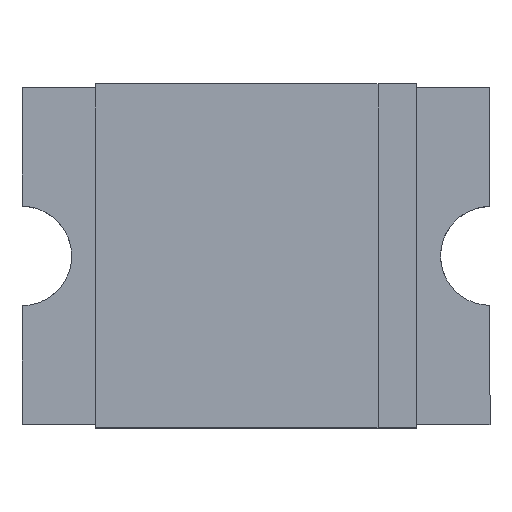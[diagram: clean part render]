
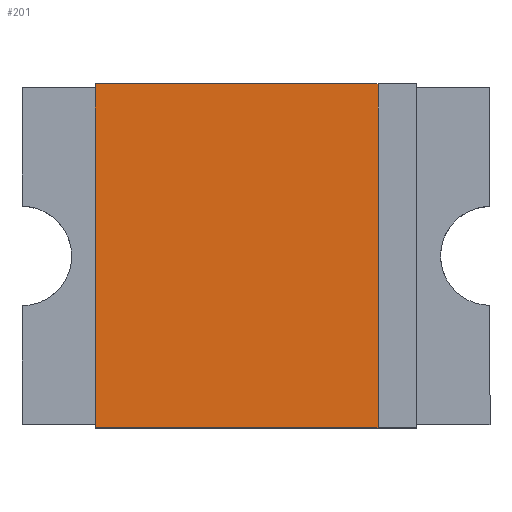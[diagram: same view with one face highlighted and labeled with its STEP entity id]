
A CAD part, top view. The second image highlights one B-rep face of the part: STEP entity #201.
In plain terms, the highlighted planar face has unit normal (0, 0, 1).
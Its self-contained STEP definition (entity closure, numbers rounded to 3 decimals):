
#72 = ORIENTED_EDGE ( 'NONE', *, *, #195, .F. ) ;
#92 = DIRECTION ( 'NONE',  ( 0., 0., -1. ) ) ;
#120 = VERTEX_POINT ( 'NONE', #606 ) ;
#131 = CARTESIAN_POINT ( 'NONE',  ( 1.237, -1.74, 1.035 ) ) ;
#138 = CARTESIAN_POINT ( 'NONE',  ( 1.237, -1.74, 1.035 ) ) ;
#195 = EDGE_CURVE ( 'NONE', #120, #904, #610, .T. ) ;
#201 = ADVANCED_FACE ( 'NONE', ( #530 ), #903, .F. ) ;
#215 = EDGE_CURVE ( 'NONE', #409, #120, #227, .T. ) ;
#227 = LINE ( 'NONE', #837, #239 ) ;
#239 = VECTOR ( 'NONE', #698, 1000. ) ;
#246 = DIRECTION ( 'NONE',  ( 0., 1., 0. ) ) ;
#271 = CARTESIAN_POINT ( 'NONE',  ( -1.625, 1.74, 1.035 ) ) ;
#296 = VECTOR ( 'NONE', #246, 1000. ) ;
#297 = B_SPLINE_CURVE_WITH_KNOTS ( 'NONE', 3,
 ( #736, #443, #585, #138 ),
 .UNSPECIFIED., .F., .F.,
 ( 4, 4 ),
 ( 0., 1. ),
 .UNSPECIFIED. ) ;
#324 = DIRECTION ( 'NONE',  ( -1., 0., 0. ) ) ;
#343 = CARTESIAN_POINT ( 'NONE',  ( -1.625, 1.74, 1.035 ) ) ;
#369 = VERTEX_POINT ( 'NONE', #789 ) ;
#380 = ORIENTED_EDGE ( 'NONE', *, *, #884, .T. ) ;
#409 = VERTEX_POINT ( 'NONE', #131 ) ;
#417 = AXIS2_PLACEMENT_3D ( 'NONE', #464, #92, #324 ) ;
#430 = EDGE_CURVE ( 'NONE', #369, #409, #297, .T. ) ;
#443 = CARTESIAN_POINT ( 'NONE',  ( 1.237, 0.58, 1.035 ) ) ;
#446 = ORIENTED_EDGE ( 'NONE', *, *, #430, .F. ) ;
#464 = CARTESIAN_POINT ( 'NONE',  ( 1.625, 1.705, 1.035 ) ) ;
#481 = DIRECTION ( 'NONE',  ( -1., 0., 0. ) ) ;
#493 = VECTOR ( 'NONE', #481, 1000. ) ;
#530 = FACE_OUTER_BOUND ( 'NONE', #943, .T. ) ;
#566 = LINE ( 'NONE', #343, #493 ) ;
#585 = CARTESIAN_POINT ( 'NONE',  ( 1.237, -0.58, 1.035 ) ) ;
#606 = CARTESIAN_POINT ( 'NONE',  ( -1.625, -1.74, 1.035 ) ) ;
#610 = LINE ( 'NONE', #762, #296 ) ;
#698 = DIRECTION ( 'NONE',  ( -1., 0., 0. ) ) ;
#736 = CARTESIAN_POINT ( 'NONE',  ( 1.237, 1.74, 1.035 ) ) ;
#762 = CARTESIAN_POINT ( 'NONE',  ( -1.625, 1.705, 1.035 ) ) ;
#774 = ORIENTED_EDGE ( 'NONE', *, *, #215, .F. ) ;
#789 = CARTESIAN_POINT ( 'NONE',  ( 1.237, 1.74, 1.035 ) ) ;
#837 = CARTESIAN_POINT ( 'NONE',  ( -1.625, -1.74, 1.035 ) ) ;
#884 = EDGE_CURVE ( 'NONE', #369, #904, #566, .T. ) ;
#903 = PLANE ( 'NONE',  #417 ) ;
#904 = VERTEX_POINT ( 'NONE', #271 ) ;
#943 = EDGE_LOOP ( 'NONE', ( #446, #380, #72, #774 ) ) ;
